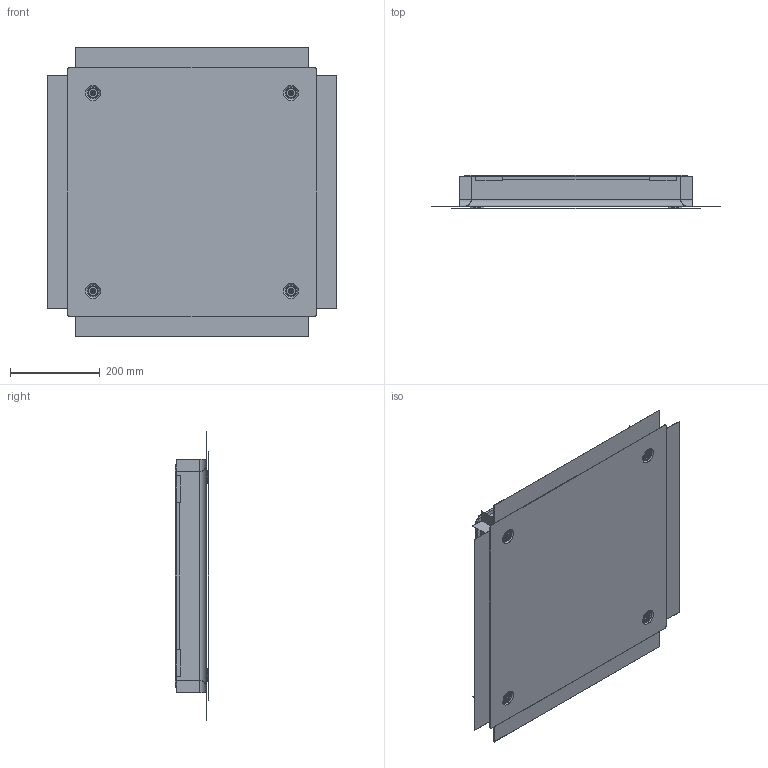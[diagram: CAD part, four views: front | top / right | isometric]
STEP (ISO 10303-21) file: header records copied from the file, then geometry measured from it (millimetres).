
FILE_DESCRIPTION((''),'2;1');
FILE_NAME('U05311KUN_ASM','2022-10-08T00:25:32',('SK00731324'),(''),'CREO PARAMETRIC BY PTC INC, 2020281','CREO PARAMETRIC BY PTC INC, 2020281','');
FILE_SCHEMA(('CONFIG_CONTROL_DESIGN'));
Length unit declared in the file: millimetre
Products named in the file (9): U05360KUN; U05349KUN; U09121KUN; U05366KUN; U05355KUN; U05351KUN; U05357KUN; U05343KUN_ASM; U05311KUN_ASM
Assembly tree (23 placements, depth 3):
  U05311KUN_ASM
    U05360KUN
    U05349KUN  x4
    U09121KUN  x4
    U05366KUN  x4
    U05343KUN_ASM
      U05355KUN  x4
      U05351KUN  x4
      U05357KUN
Bounding box: 646.8 x 75 x 646.8 mm (x, y, z)
Volume: 1193182.3 mm3; surface area: 1911835.2 mm2
Topology: 22 solids, 26 shells, 2252 faces, 5948 edges, 3944 vertices
Faces by surface type: plane 1648, bspline 288, cone 232, cylinder 76, torus 8
Entity records: 24208 total; most frequent: CARTESIAN_POINT 9069, ORIENTED_EDGE 3204, DIRECTION 2808, EDGE_CURVE 1604, VECTOR 1180, LINE 1180, VERTEX_POINT 1064, AXIS2_PLACEMENT_3D 814
